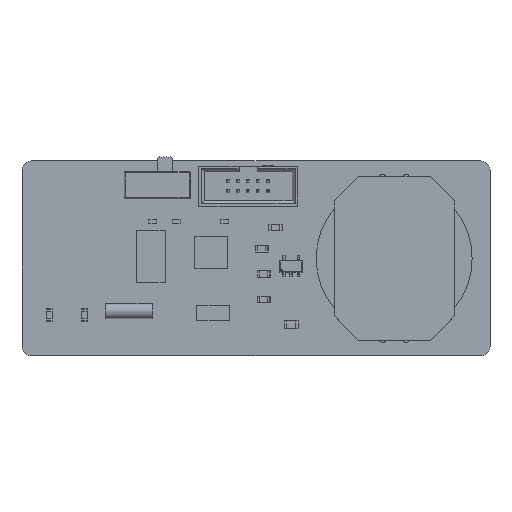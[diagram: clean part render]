
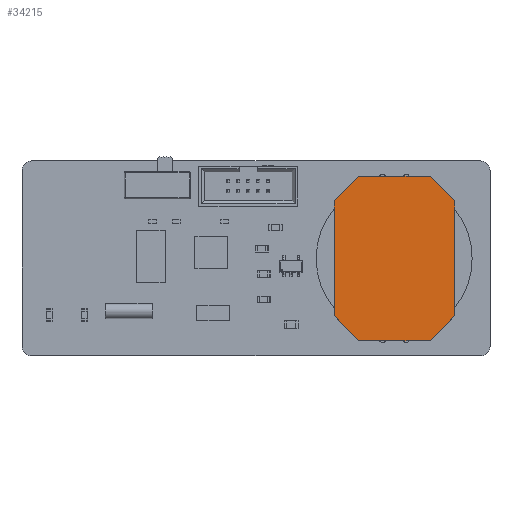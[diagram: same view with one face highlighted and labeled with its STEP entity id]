
A CAD part, top view. The second image highlights one B-rep face of the part: STEP entity #34215.
In plain terms, the highlighted planar face has unit normal (0, 0, 1).
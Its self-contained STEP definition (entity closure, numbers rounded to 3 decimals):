
#33593 = VERTEX_POINT('',#33594);
#33594 = CARTESIAN_POINT('',(-4.572,-10.541,4.318));
#33601 = PLANE('',#33602);
#33602 = AXIS2_PLACEMENT_3D('',#33603,#33604,#33605);
#33603 = CARTESIAN_POINT('',(-4.572,-10.541,0.));
#33604 = DIRECTION('',(-0.707,-0.707,0.));
#33605 = DIRECTION('',(-0.707,0.707,0.));
#33613 = PLANE('',#33614);
#33614 = AXIS2_PLACEMENT_3D('',#33615,#33616,#33617);
#33615 = CARTESIAN_POINT('',(4.572,-10.541,0.));
#33616 = DIRECTION('',(0.,-1.,0.));
#33617 = DIRECTION('',(-1.,0.,0.));
#33625 = EDGE_CURVE('',#33593,#33626,#33628,.T.);
#33626 = VERTEX_POINT('',#33627);
#33627 = CARTESIAN_POINT('',(-7.747,-7.366,4.318));
#33628 = SURFACE_CURVE('',#33629,(#33633,#33640),.PCURVE_S1.);
#33629 = LINE('',#33630,#33631);
#33630 = CARTESIAN_POINT('',(-4.572,-10.541,4.318));
#33631 = VECTOR('',#33632,1.);
#33632 = DIRECTION('',(-0.707,0.707,0.));
#33633 = PCURVE('',#33601,#33634);
#33634 = DEFINITIONAL_REPRESENTATION('',(#33635),#33639);
#33635 = LINE('',#33636,#33637);
#33636 = CARTESIAN_POINT('',(0.,-4.318));
#33637 = VECTOR('',#33638,1.);
#33638 = DIRECTION('',(1.,0.));
#33639 = ( GEOMETRIC_REPRESENTATION_CONTEXT(2) 
PARAMETRIC_REPRESENTATION_CONTEXT() REPRESENTATION_CONTEXT('2D SPACE',''
  ) );
#33640 = PCURVE('',#33641,#33646);
#33641 = PLANE('',#33642);
#33642 = AXIS2_PLACEMENT_3D('',#33643,#33644,#33645);
#33643 = CARTESIAN_POINT('',(-4.572,-10.541,4.318));
#33644 = DIRECTION('',(0.,0.,1.));
#33645 = DIRECTION('',(1.,0.,0.));
#33646 = DEFINITIONAL_REPRESENTATION('',(#33647),#33651);
#33647 = LINE('',#33648,#33649);
#33648 = CARTESIAN_POINT('',(0.,0.));
#33649 = VECTOR('',#33650,1.);
#33650 = DIRECTION('',(-0.707,0.707));
#33651 = ( GEOMETRIC_REPRESENTATION_CONTEXT(2) 
PARAMETRIC_REPRESENTATION_CONTEXT() REPRESENTATION_CONTEXT('2D SPACE',''
  ) );
#33669 = PLANE('',#33670);
#33670 = AXIS2_PLACEMENT_3D('',#33671,#33672,#33673);
#33671 = CARTESIAN_POINT('',(-7.747,-7.366,0.));
#33672 = DIRECTION('',(-1.,0.,0.));
#33673 = DIRECTION('',(0.,1.,0.));
#33711 = EDGE_CURVE('',#33626,#33712,#33714,.T.);
#33712 = VERTEX_POINT('',#33713);
#33713 = CARTESIAN_POINT('',(-7.747,7.366,4.318));
#33714 = SURFACE_CURVE('',#33715,(#33719,#33726),.PCURVE_S1.);
#33715 = LINE('',#33716,#33717);
#33716 = CARTESIAN_POINT('',(-7.747,-7.366,4.318));
#33717 = VECTOR('',#33718,1.);
#33718 = DIRECTION('',(0.,1.,0.));
#33719 = PCURVE('',#33669,#33720);
#33720 = DEFINITIONAL_REPRESENTATION('',(#33721),#33725);
#33721 = LINE('',#33722,#33723);
#33722 = CARTESIAN_POINT('',(0.,-4.318));
#33723 = VECTOR('',#33724,1.);
#33724 = DIRECTION('',(1.,0.));
#33725 = ( GEOMETRIC_REPRESENTATION_CONTEXT(2) 
PARAMETRIC_REPRESENTATION_CONTEXT() REPRESENTATION_CONTEXT('2D SPACE',''
  ) );
#33726 = PCURVE('',#33641,#33727);
#33727 = DEFINITIONAL_REPRESENTATION('',(#33728),#33732);
#33728 = LINE('',#33729,#33730);
#33729 = CARTESIAN_POINT('',(-3.175,3.175));
#33730 = VECTOR('',#33731,1.);
#33731 = DIRECTION('',(0.,1.));
#33732 = ( GEOMETRIC_REPRESENTATION_CONTEXT(2) 
PARAMETRIC_REPRESENTATION_CONTEXT() REPRESENTATION_CONTEXT('2D SPACE',''
  ) );
#33750 = PLANE('',#33751);
#33751 = AXIS2_PLACEMENT_3D('',#33752,#33753,#33754);
#33752 = CARTESIAN_POINT('',(-7.747,7.366,0.));
#33753 = DIRECTION('',(-0.707,0.707,0.));
#33754 = DIRECTION('',(0.707,0.707,0.));
#33787 = EDGE_CURVE('',#33712,#33788,#33790,.T.);
#33788 = VERTEX_POINT('',#33789);
#33789 = CARTESIAN_POINT('',(-4.572,10.541,4.318));
#33790 = SURFACE_CURVE('',#33791,(#33795,#33802),.PCURVE_S1.);
#33791 = LINE('',#33792,#33793);
#33792 = CARTESIAN_POINT('',(-7.747,7.366,4.318));
#33793 = VECTOR('',#33794,1.);
#33794 = DIRECTION('',(0.707,0.707,0.));
#33795 = PCURVE('',#33750,#33796);
#33796 = DEFINITIONAL_REPRESENTATION('',(#33797),#33801);
#33797 = LINE('',#33798,#33799);
#33798 = CARTESIAN_POINT('',(0.,-4.318));
#33799 = VECTOR('',#33800,1.);
#33800 = DIRECTION('',(1.,0.));
#33801 = ( GEOMETRIC_REPRESENTATION_CONTEXT(2) 
PARAMETRIC_REPRESENTATION_CONTEXT() REPRESENTATION_CONTEXT('2D SPACE',''
  ) );
#33802 = PCURVE('',#33641,#33803);
#33803 = DEFINITIONAL_REPRESENTATION('',(#33804),#33808);
#33804 = LINE('',#33805,#33806);
#33805 = CARTESIAN_POINT('',(-3.175,17.907));
#33806 = VECTOR('',#33807,1.);
#33807 = DIRECTION('',(0.707,0.707));
#33808 = ( GEOMETRIC_REPRESENTATION_CONTEXT(2) 
PARAMETRIC_REPRESENTATION_CONTEXT() REPRESENTATION_CONTEXT('2D SPACE',''
  ) );
#33826 = PLANE('',#33827);
#33827 = AXIS2_PLACEMENT_3D('',#33828,#33829,#33830);
#33828 = CARTESIAN_POINT('',(-4.572,10.541,0.));
#33829 = DIRECTION('',(0.,1.,0.));
#33830 = DIRECTION('',(1.,0.,0.));
#33863 = EDGE_CURVE('',#33788,#33864,#33866,.T.);
#33864 = VERTEX_POINT('',#33865);
#33865 = CARTESIAN_POINT('',(4.572,10.541,4.318));
#33866 = SURFACE_CURVE('',#33867,(#33871,#33878),.PCURVE_S1.);
#33867 = LINE('',#33868,#33869);
#33868 = CARTESIAN_POINT('',(-4.572,10.541,4.318));
#33869 = VECTOR('',#33870,1.);
#33870 = DIRECTION('',(1.,0.,0.));
#33871 = PCURVE('',#33826,#33872);
#33872 = DEFINITIONAL_REPRESENTATION('',(#33873),#33877);
#33873 = LINE('',#33874,#33875);
#33874 = CARTESIAN_POINT('',(0.,-4.318));
#33875 = VECTOR('',#33876,1.);
#33876 = DIRECTION('',(1.,0.));
#33877 = ( GEOMETRIC_REPRESENTATION_CONTEXT(2) 
PARAMETRIC_REPRESENTATION_CONTEXT() REPRESENTATION_CONTEXT('2D SPACE',''
  ) );
#33878 = PCURVE('',#33641,#33879);
#33879 = DEFINITIONAL_REPRESENTATION('',(#33880),#33884);
#33880 = LINE('',#33881,#33882);
#33881 = CARTESIAN_POINT('',(0.,21.082));
#33882 = VECTOR('',#33883,1.);
#33883 = DIRECTION('',(1.,0.));
#33884 = ( GEOMETRIC_REPRESENTATION_CONTEXT(2) 
PARAMETRIC_REPRESENTATION_CONTEXT() REPRESENTATION_CONTEXT('2D SPACE',''
  ) );
#33902 = PLANE('',#33903);
#33903 = AXIS2_PLACEMENT_3D('',#33904,#33905,#33906);
#33904 = CARTESIAN_POINT('',(4.572,10.541,0.));
#33905 = DIRECTION('',(0.707,0.707,0.));
#33906 = DIRECTION('',(0.707,-0.707,0.));
#33939 = EDGE_CURVE('',#33864,#33940,#33942,.T.);
#33940 = VERTEX_POINT('',#33941);
#33941 = CARTESIAN_POINT('',(7.747,7.366,4.318));
#33942 = SURFACE_CURVE('',#33943,(#33947,#33954),.PCURVE_S1.);
#33943 = LINE('',#33944,#33945);
#33944 = CARTESIAN_POINT('',(4.572,10.541,4.318));
#33945 = VECTOR('',#33946,1.);
#33946 = DIRECTION('',(0.707,-0.707,0.));
#33947 = PCURVE('',#33902,#33948);
#33948 = DEFINITIONAL_REPRESENTATION('',(#33949),#33953);
#33949 = LINE('',#33950,#33951);
#33950 = CARTESIAN_POINT('',(0.,-4.318));
#33951 = VECTOR('',#33952,1.);
#33952 = DIRECTION('',(1.,0.));
#33953 = ( GEOMETRIC_REPRESENTATION_CONTEXT(2) 
PARAMETRIC_REPRESENTATION_CONTEXT() REPRESENTATION_CONTEXT('2D SPACE',''
  ) );
#33954 = PCURVE('',#33641,#33955);
#33955 = DEFINITIONAL_REPRESENTATION('',(#33956),#33960);
#33956 = LINE('',#33957,#33958);
#33957 = CARTESIAN_POINT('',(9.144,21.082));
#33958 = VECTOR('',#33959,1.);
#33959 = DIRECTION('',(0.707,-0.707));
#33960 = ( GEOMETRIC_REPRESENTATION_CONTEXT(2) 
PARAMETRIC_REPRESENTATION_CONTEXT() REPRESENTATION_CONTEXT('2D SPACE',''
  ) );
#33978 = PLANE('',#33979);
#33979 = AXIS2_PLACEMENT_3D('',#33980,#33981,#33982);
#33980 = CARTESIAN_POINT('',(7.747,7.366,0.));
#33981 = DIRECTION('',(1.,0.,0.));
#33982 = DIRECTION('',(0.,-1.,0.));
#34015 = EDGE_CURVE('',#33940,#34016,#34018,.T.);
#34016 = VERTEX_POINT('',#34017);
#34017 = CARTESIAN_POINT('',(7.747,-7.366,4.318));
#34018 = SURFACE_CURVE('',#34019,(#34023,#34030),.PCURVE_S1.);
#34019 = LINE('',#34020,#34021);
#34020 = CARTESIAN_POINT('',(7.747,7.366,4.318));
#34021 = VECTOR('',#34022,1.);
#34022 = DIRECTION('',(0.,-1.,0.));
#34023 = PCURVE('',#33978,#34024);
#34024 = DEFINITIONAL_REPRESENTATION('',(#34025),#34029);
#34025 = LINE('',#34026,#34027);
#34026 = CARTESIAN_POINT('',(0.,-4.318));
#34027 = VECTOR('',#34028,1.);
#34028 = DIRECTION('',(1.,0.));
#34029 = ( GEOMETRIC_REPRESENTATION_CONTEXT(2) 
PARAMETRIC_REPRESENTATION_CONTEXT() REPRESENTATION_CONTEXT('2D SPACE',''
  ) );
#34030 = PCURVE('',#33641,#34031);
#34031 = DEFINITIONAL_REPRESENTATION('',(#34032),#34036);
#34032 = LINE('',#34033,#34034);
#34033 = CARTESIAN_POINT('',(12.319,17.907));
#34034 = VECTOR('',#34035,1.);
#34035 = DIRECTION('',(0.,-1.));
#34036 = ( GEOMETRIC_REPRESENTATION_CONTEXT(2) 
PARAMETRIC_REPRESENTATION_CONTEXT() REPRESENTATION_CONTEXT('2D SPACE',''
  ) );
#34054 = PLANE('',#34055);
#34055 = AXIS2_PLACEMENT_3D('',#34056,#34057,#34058);
#34056 = CARTESIAN_POINT('',(7.747,-7.366,0.));
#34057 = DIRECTION('',(0.707,-0.707,0.));
#34058 = DIRECTION('',(-0.707,-0.707,0.));
#34091 = EDGE_CURVE('',#34016,#34092,#34094,.T.);
#34092 = VERTEX_POINT('',#34093);
#34093 = CARTESIAN_POINT('',(4.572,-10.541,4.318));
#34094 = SURFACE_CURVE('',#34095,(#34099,#34106),.PCURVE_S1.);
#34095 = LINE('',#34096,#34097);
#34096 = CARTESIAN_POINT('',(7.747,-7.366,4.318));
#34097 = VECTOR('',#34098,1.);
#34098 = DIRECTION('',(-0.707,-0.707,0.));
#34099 = PCURVE('',#34054,#34100);
#34100 = DEFINITIONAL_REPRESENTATION('',(#34101),#34105);
#34101 = LINE('',#34102,#34103);
#34102 = CARTESIAN_POINT('',(0.,-4.318));
#34103 = VECTOR('',#34104,1.);
#34104 = DIRECTION('',(1.,0.));
#34105 = ( GEOMETRIC_REPRESENTATION_CONTEXT(2) 
PARAMETRIC_REPRESENTATION_CONTEXT() REPRESENTATION_CONTEXT('2D SPACE',''
  ) );
#34106 = PCURVE('',#33641,#34107);
#34107 = DEFINITIONAL_REPRESENTATION('',(#34108),#34112);
#34108 = LINE('',#34109,#34110);
#34109 = CARTESIAN_POINT('',(12.319,3.175));
#34110 = VECTOR('',#34111,1.);
#34111 = DIRECTION('',(-0.707,-0.707));
#34112 = ( GEOMETRIC_REPRESENTATION_CONTEXT(2) 
PARAMETRIC_REPRESENTATION_CONTEXT() REPRESENTATION_CONTEXT('2D SPACE',''
  ) );
#34162 = EDGE_CURVE('',#34092,#33593,#34163,.T.);
#34163 = SURFACE_CURVE('',#34164,(#34168,#34175),.PCURVE_S1.);
#34164 = LINE('',#34165,#34166);
#34165 = CARTESIAN_POINT('',(4.572,-10.541,4.318));
#34166 = VECTOR('',#34167,1.);
#34167 = DIRECTION('',(-1.,0.,0.));
#34168 = PCURVE('',#33613,#34169);
#34169 = DEFINITIONAL_REPRESENTATION('',(#34170),#34174);
#34170 = LINE('',#34171,#34172);
#34171 = CARTESIAN_POINT('',(0.,-4.318));
#34172 = VECTOR('',#34173,1.);
#34173 = DIRECTION('',(1.,0.));
#34174 = ( GEOMETRIC_REPRESENTATION_CONTEXT(2) 
PARAMETRIC_REPRESENTATION_CONTEXT() REPRESENTATION_CONTEXT('2D SPACE',''
  ) );
#34175 = PCURVE('',#33641,#34176);
#34176 = DEFINITIONAL_REPRESENTATION('',(#34177),#34181);
#34177 = LINE('',#34178,#34179);
#34178 = CARTESIAN_POINT('',(9.144,0.));
#34179 = VECTOR('',#34180,1.);
#34180 = DIRECTION('',(-1.,0.));
#34181 = ( GEOMETRIC_REPRESENTATION_CONTEXT(2) 
PARAMETRIC_REPRESENTATION_CONTEXT() REPRESENTATION_CONTEXT('2D SPACE',''
  ) );
#34215 = ADVANCED_FACE('',(#34216),#33641,.T.);
#34216 = FACE_BOUND('',#34217,.F.);
#34217 = EDGE_LOOP('',(#34218,#34219,#34220,#34221,#34222,#34223,#34224,
    #34225));
#34218 = ORIENTED_EDGE('',*,*,#33625,.T.);
#34219 = ORIENTED_EDGE('',*,*,#33711,.T.);
#34220 = ORIENTED_EDGE('',*,*,#33787,.T.);
#34221 = ORIENTED_EDGE('',*,*,#33863,.T.);
#34222 = ORIENTED_EDGE('',*,*,#33939,.T.);
#34223 = ORIENTED_EDGE('',*,*,#34015,.T.);
#34224 = ORIENTED_EDGE('',*,*,#34091,.T.);
#34225 = ORIENTED_EDGE('',*,*,#34162,.T.);
